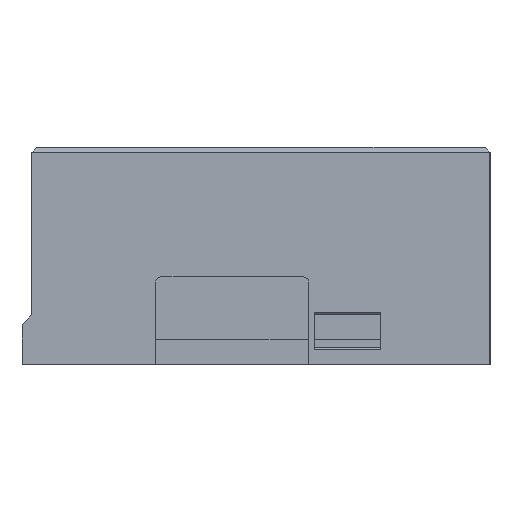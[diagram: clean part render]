
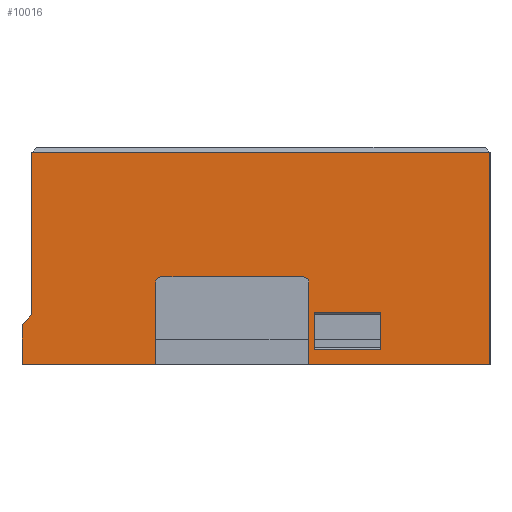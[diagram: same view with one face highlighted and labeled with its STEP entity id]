
A CAD part, left-side view. The second image highlights one B-rep face of the part: STEP entity #10016.
In plain terms, the highlighted planar face has unit normal (-1, 0, 0).
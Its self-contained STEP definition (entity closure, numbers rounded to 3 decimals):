
#84=FACE_BOUND('',#1053,.T.);
#238=CIRCLE('',#10652,1.3);
#239=CIRCLE('',#10653,1.3);
#486=FACE_OUTER_BOUND('',#1052,.T.);
#1052=EDGE_LOOP('',(#7802,#7803,#7804,#7805,#7806,#7807,#7808,#7809,#7810,
#7811,#7812,#7813));
#1053=EDGE_LOOP('',(#7814,#7815,#7816,#7817));
#1514=LINE('',#13823,#2839);
#1521=LINE('',#13838,#2846);
#1537=LINE('',#13871,#2862);
#1557=LINE('',#13923,#2882);
#1624=LINE('',#14056,#2949);
#2067=LINE('',#15134,#3392);
#2068=LINE('',#15137,#3393);
#2069=LINE('',#15139,#3394);
#2070=LINE('',#15143,#3395);
#2071=LINE('',#15147,#3396);
#2072=LINE('',#15149,#3397);
#2073=LINE('',#15150,#3398);
#2074=LINE('',#15151,#3399);
#2075=LINE('',#15152,#3400);
#2839=VECTOR('',#11148,10.);
#2846=VECTOR('',#11159,10.);
#2862=VECTOR('',#11181,10.);
#2882=VECTOR('',#11217,10.);
#2949=VECTOR('',#11288,10.);
#3392=VECTOR('',#12301,10.);
#3393=VECTOR('',#12304,10.);
#3394=VECTOR('',#12305,10.);
#3395=VECTOR('',#12308,10.);
#3396=VECTOR('',#12311,10.);
#3397=VECTOR('',#12312,10.);
#3398=VECTOR('',#12313,10.);
#3399=VECTOR('',#12314,10.);
#3400=VECTOR('',#12315,10.);
#4153=VERTEX_POINT('',#13816);
#4156=VERTEX_POINT('',#13821);
#4159=VERTEX_POINT('',#13831);
#4162=VERTEX_POINT('',#13836);
#4175=VERTEX_POINT('',#13868);
#4176=VERTEX_POINT('',#13870);
#4200=VERTEX_POINT('',#13922);
#4264=VERTEX_POINT('',#14055);
#4614=VERTEX_POINT('',#15130);
#4615=VERTEX_POINT('',#15136);
#4616=VERTEX_POINT('',#15138);
#4617=VERTEX_POINT('',#15140);
#4618=VERTEX_POINT('',#15142);
#4619=VERTEX_POINT('',#15144);
#4620=VERTEX_POINT('',#15146);
#4621=VERTEX_POINT('',#15148);
#5134=EDGE_CURVE('',#4156,#4153,#1514,.T.);
#5141=EDGE_CURVE('',#4162,#4159,#1521,.T.);
#5157=EDGE_CURVE('',#4175,#4176,#1537,.T.);
#5183=EDGE_CURVE('',#4176,#4200,#1557,.T.);
#5250=EDGE_CURVE('',#4264,#4175,#1624,.T.);
#5792=EDGE_CURVE('',#4200,#4614,#2067,.T.);
#5793=EDGE_CURVE('',#4615,#4264,#2068,.T.);
#5794=EDGE_CURVE('',#4615,#4616,#2069,.T.);
#5795=EDGE_CURVE('',#4616,#4617,#238,.T.);
#5796=EDGE_CURVE('',#4617,#4618,#2070,.T.);
#5797=EDGE_CURVE('',#4618,#4619,#239,.T.);
#5798=EDGE_CURVE('',#4619,#4620,#2071,.T.);
#5799=EDGE_CURVE('',#4621,#4620,#2072,.T.);
#5800=EDGE_CURVE('',#4621,#4614,#2073,.T.);
#5801=EDGE_CURVE('',#4156,#4159,#2074,.T.);
#5802=EDGE_CURVE('',#4162,#4153,#2075,.T.);
#7802=ORIENTED_EDGE('',*,*,#5792,.F.);
#7803=ORIENTED_EDGE('',*,*,#5183,.F.);
#7804=ORIENTED_EDGE('',*,*,#5157,.F.);
#7805=ORIENTED_EDGE('',*,*,#5250,.F.);
#7806=ORIENTED_EDGE('',*,*,#5793,.F.);
#7807=ORIENTED_EDGE('',*,*,#5794,.T.);
#7808=ORIENTED_EDGE('',*,*,#5795,.T.);
#7809=ORIENTED_EDGE('',*,*,#5796,.T.);
#7810=ORIENTED_EDGE('',*,*,#5797,.T.);
#7811=ORIENTED_EDGE('',*,*,#5798,.T.);
#7812=ORIENTED_EDGE('',*,*,#5799,.F.);
#7813=ORIENTED_EDGE('',*,*,#5800,.T.);
#7814=ORIENTED_EDGE('',*,*,#5801,.T.);
#7815=ORIENTED_EDGE('',*,*,#5141,.F.);
#7816=ORIENTED_EDGE('',*,*,#5802,.T.);
#7817=ORIENTED_EDGE('',*,*,#5134,.F.);
#9522=PLANE('',#10651);
#10016=ADVANCED_FACE('',(#486,#84),#9522,.T.);
#10651=AXIS2_PLACEMENT_3D('',#15135,#12302,#12303);
#10652=AXIS2_PLACEMENT_3D('',#15141,#12306,#12307);
#10653=AXIS2_PLACEMENT_3D('',#15145,#12309,#12310);
#11148=DIRECTION('',(0.,1.,0.));
#11159=DIRECTION('',(0.,-1.,0.));
#11181=DIRECTION('',(0.,-0.707,0.707));
#11217=DIRECTION('',(0.,0.,1.));
#11288=DIRECTION('',(0.,0.,1.));
#12301=DIRECTION('',(0.,-1.,0.));
#12302=DIRECTION('center_axis',(-1.,0.,0.));
#12303=DIRECTION('ref_axis',(0.,-1.,0.));
#12304=DIRECTION('',(0.,1.,0.));
#12305=DIRECTION('',(0.,0.,1.));
#12306=DIRECTION('center_axis',(1.,0.,0.));
#12307=DIRECTION('ref_axis',(0.,0.,1.));
#12308=DIRECTION('',(0.,-1.,0.));
#12309=DIRECTION('center_axis',(1.,0.,0.));
#12310=DIRECTION('ref_axis',(0.,-1.,0.));
#12311=DIRECTION('',(0.,0.,-1.));
#12312=DIRECTION('',(0.,1.,0.));
#12313=DIRECTION('',(0.,0.,1.));
#12314=DIRECTION('',(0.,0.,-1.));
#12315=DIRECTION('',(0.,0.,1.));
#13816=CARTESIAN_POINT('',(-3.3,22.,23.7));
#13821=CARTESIAN_POINT('',(-3.3,8.626,23.7));
#13823=CARTESIAN_POINT('',(-3.3,50.35,23.7));
#13831=CARTESIAN_POINT('',(-3.3,8.626,16.2));
#13836=CARTESIAN_POINT('',(-3.3,22.,16.2));
#13838=CARTESIAN_POINT('',(-3.3,43.663,16.2));
#13868=CARTESIAN_POINT('',(-3.3,80.7,21.2));
#13870=CARTESIAN_POINT('',(-3.3,78.7,23.2));
#13871=CARTESIAN_POINT('',(-3.3,80.45,21.45));
#13922=CARTESIAN_POINT('',(-3.3,78.7,55.8));
#13923=CARTESIAN_POINT('',(-3.3,78.7,18.2));
#14055=CARTESIAN_POINT('',(-3.3,80.7,13.2));
#14056=CARTESIAN_POINT('',(-3.3,80.7,18.2));
#15130=CARTESIAN_POINT('',(-3.3,-13.3,55.8));
#15134=CARTESIAN_POINT('',(-3.3,55.7,55.8));
#15135=CARTESIAN_POINT('Origin',(-3.3,78.7,18.2));
#15136=CARTESIAN_POINT('',(-3.3,53.887,13.2));
#15137=CARTESIAN_POINT('',(-3.3,78.7,13.2));
#15138=CARTESIAN_POINT('',(-3.3,53.887,29.545));
#15139=CARTESIAN_POINT('',(-3.3,53.887,15.7));
#15140=CARTESIAN_POINT('',(-3.3,52.587,30.845));
#15141=CARTESIAN_POINT('Origin',(-3.3,52.587,29.545));
#15142=CARTESIAN_POINT('',(-3.3,24.377,30.845));
#15143=CARTESIAN_POINT('',(-3.3,65.644,30.845));
#15144=CARTESIAN_POINT('',(-3.3,23.077,29.545));
#15145=CARTESIAN_POINT('Origin',(-3.3,24.377,29.545));
#15146=CARTESIAN_POINT('',(-3.3,23.077,13.2));
#15147=CARTESIAN_POINT('',(-3.3,23.077,23.873));
#15148=CARTESIAN_POINT('',(-3.3,-13.3,13.2));
#15149=CARTESIAN_POINT('',(-3.3,78.7,13.2));
#15150=CARTESIAN_POINT('',(-3.3,-13.3,18.2));
#15151=CARTESIAN_POINT('',(-3.3,8.626,18.2));
#15152=CARTESIAN_POINT('',(-3.3,22.,18.2));
